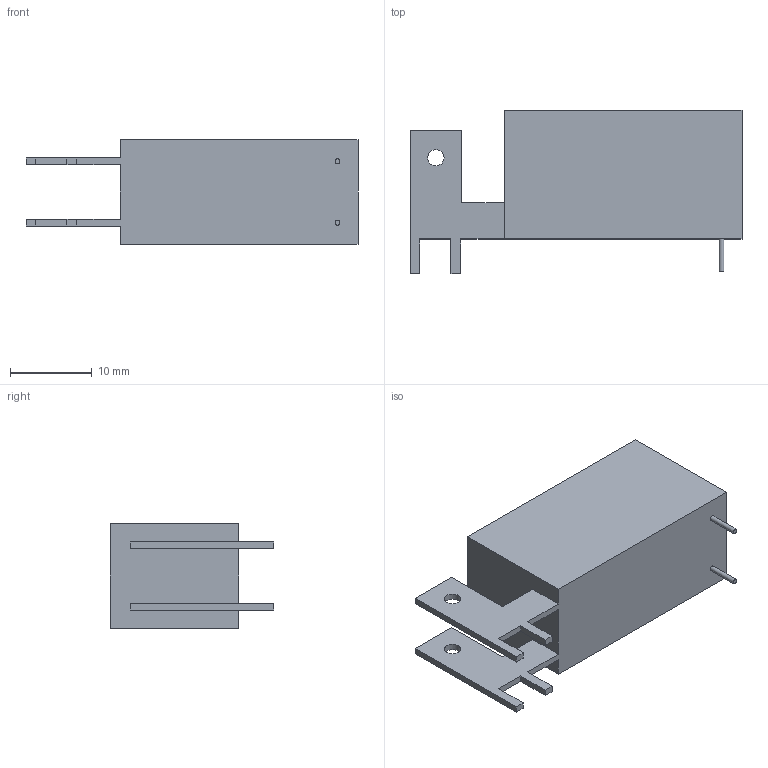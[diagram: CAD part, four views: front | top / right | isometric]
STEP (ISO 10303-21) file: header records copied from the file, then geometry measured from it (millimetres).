
FILE_DESCRIPTION(/* description */ (''),/* implementation_level */ '2;1');
FILE_NAME(/* name */ 'RM85V7.step',/* time_stamp */ '2021-04-22T02:07:24+02:00',/* author */ ('Maks'),/* organization */ (''),/* preprocessor_version */ 'ST-DEVELOPER v18.1',/* originating_system */ 'Autodesk Inventor 2021',/* authorisation */ '');
FILE_SCHEMA (('AUTOMOTIVE_DESIGN { 1 0 10303 214 3 1 1 }'));
Length unit declared in the file: millimetre
Products named in the file (1): RM85V7
Bounding box: 40.5 x 19.95 x 12.7 mm (x, y, z)
Volume: 5965.5 mm3; surface area: 2615.7 mm2
Topology: 1 solids, 1 shells, 36 faces, 101 edges, 69 vertices
Faces by surface type: plane 32, cylinder 4
Full cylindrical faces by diameter (mm): 0.6 x2, 2 x2
Entity records: 1222 total; most frequent: CARTESIAN_POINT 207, ORIENTED_EDGE 202, DIRECTION 188, EDGE_CURVE 101, LINE 88, VECTOR 88, VERTEX_POINT 69, AXIS2_PLACEMENT_3D 50
